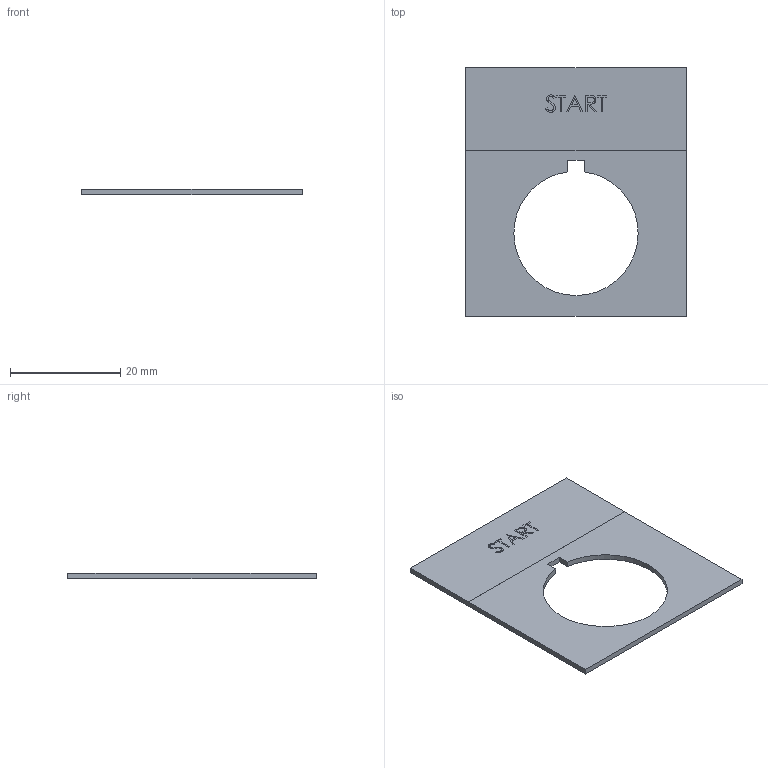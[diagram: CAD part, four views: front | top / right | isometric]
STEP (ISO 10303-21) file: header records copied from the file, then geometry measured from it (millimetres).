
FILE_DESCRIPTION (( 'STEP AP214' ), '1' );
FILE_NAME ('ECX1680A-B10.step', '2018-10-09T17:07:35', ( '' ), ( '' ), 'SwSTEP 2.0', 'SolidWorks 2017', '' );
FILE_SCHEMA (( 'AUTOMOTIVE_DESIGN' ));
Length unit declared in the file: millimetre
Products named in the file (1): ECX1680A-B10
Bounding box: 40 x 45 x 1 mm (x, y, z)
Volume: 1393.2 mm3; surface area: 3037.6 mm2
Topology: 1 solids, 1 shells, 81 faces, 216 edges, 144 vertices
Faces by surface type: plane 58, bspline 20, cylinder 3
Entity records: 4176 total; most frequent: CARTESIAN_POINT 1518, ORIENTED_EDGE 432, DIRECTION 306, EDGE_CURVE 216, VECTOR 170, LINE 170, VERTEX_POINT 144, EDGE_LOOP 90
